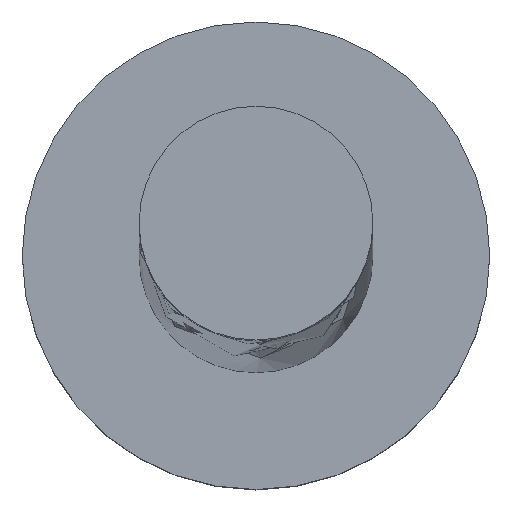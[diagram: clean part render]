
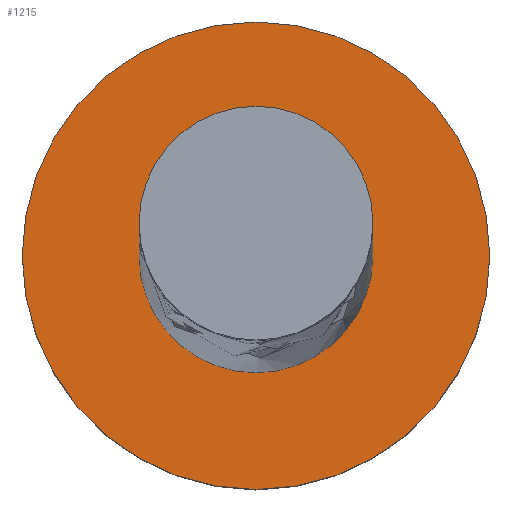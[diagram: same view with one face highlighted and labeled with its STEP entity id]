
A CAD part, top view. The second image highlights one B-rep face of the part: STEP entity #1215.
In plain terms, the highlighted planar face has unit normal (0, 0, 1).
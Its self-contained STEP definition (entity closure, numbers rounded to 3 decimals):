
#31 = CARTESIAN_POINT ( 'NONE',  ( -1., 0., 2. ) ) ;
#46 = DIRECTION ( 'NONE',  ( 0., 0., 1. ) ) ;
#84 = DIRECTION ( 'NONE',  ( 1., 0., 0. ) ) ;
#126 = EDGE_LOOP ( 'NONE', ( #976, #338 ) ) ;
#174 = CIRCLE ( 'NONE', #410, 1. ) ;
#239 = DIRECTION ( 'NONE',  ( 0., 0., 1. ) ) ;
#284 = EDGE_CURVE ( 'NONE', #919, #676, #174, .T. ) ;
#325 = AXIS2_PLACEMENT_3D ( 'NONE', #592, #818, #84 ) ;
#338 = ORIENTED_EDGE ( 'NONE', *, *, #284, .F. ) ;
#350 = CARTESIAN_POINT ( 'NONE',  ( -2., 0., 2. ) ) ;
#352 = CARTESIAN_POINT ( 'NONE',  ( 0., 0., 2. ) ) ;
#410 = AXIS2_PLACEMENT_3D ( 'NONE', #1368, #239, #747 ) ;
#449 = VERTEX_POINT ( 'NONE', #1351 ) ;
#477 = DIRECTION ( 'NONE',  ( 1., 0., 0. ) ) ;
#500 = CIRCLE ( 'NONE', #562, 1. ) ;
#557 = VERTEX_POINT ( 'NONE', #350 ) ;
#559 = DIRECTION ( 'NONE',  ( 1., 0., 0. ) ) ;
#562 = AXIS2_PLACEMENT_3D ( 'NONE', #352, #1612, #477 ) ;
#568 = EDGE_LOOP ( 'NONE', ( #1557, #1334 ) ) ;
#583 = CARTESIAN_POINT ( 'NONE',  ( 0., 0., 2. ) ) ;
#584 = CIRCLE ( 'NONE', #1437, 2. ) ;
#592 = CARTESIAN_POINT ( 'NONE',  ( 0., 0., 2. ) ) ;
#676 = VERTEX_POINT ( 'NONE', #31 ) ;
#708 = PLANE ( 'NONE',  #325 ) ;
#726 = DIRECTION ( 'NONE',  ( 1., 0., 0. ) ) ;
#747 = DIRECTION ( 'NONE',  ( 1., 0., 0. ) ) ;
#818 = DIRECTION ( 'NONE',  ( 0., 0., 1. ) ) ;
#844 = FACE_BOUND ( 'NONE', #126, .T. ) ;
#919 = VERTEX_POINT ( 'NONE', #1356 ) ;
#968 = FACE_OUTER_BOUND ( 'NONE', #568, .T. ) ;
#976 = ORIENTED_EDGE ( 'NONE', *, *, #1098, .F. ) ;
#1098 = EDGE_CURVE ( 'NONE', #676, #919, #500, .T. ) ;
#1215 = ADVANCED_FACE ( 'NONE', ( #844, #968 ), #708, .T. ) ;
#1226 = AXIS2_PLACEMENT_3D ( 'NONE', #1304, #46, #559 ) ;
#1299 = EDGE_CURVE ( 'NONE', #557, #449, #584, .T. ) ;
#1304 = CARTESIAN_POINT ( 'NONE',  ( 0., 0., 2. ) ) ;
#1334 = ORIENTED_EDGE ( 'NONE', *, *, #1527, .T. ) ;
#1346 = CIRCLE ( 'NONE', #1226, 2. ) ;
#1351 = CARTESIAN_POINT ( 'NONE',  ( 2., 0., 2. ) ) ;
#1356 = CARTESIAN_POINT ( 'NONE',  ( 1., 0., 2. ) ) ;
#1368 = CARTESIAN_POINT ( 'NONE',  ( 0., 0., 2. ) ) ;
#1437 = AXIS2_PLACEMENT_3D ( 'NONE', #583, #1601, #726 ) ;
#1527 = EDGE_CURVE ( 'NONE', #449, #557, #1346, .T. ) ;
#1557 = ORIENTED_EDGE ( 'NONE', *, *, #1299, .T. ) ;
#1601 = DIRECTION ( 'NONE',  ( 0., 0., 1. ) ) ;
#1612 = DIRECTION ( 'NONE',  ( 0., 0., 1. ) ) ;
